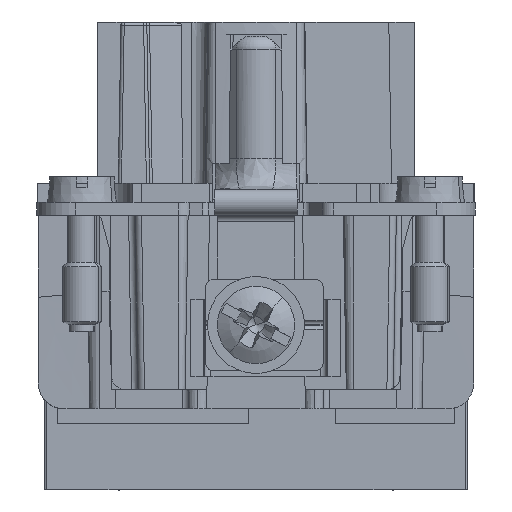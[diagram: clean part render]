
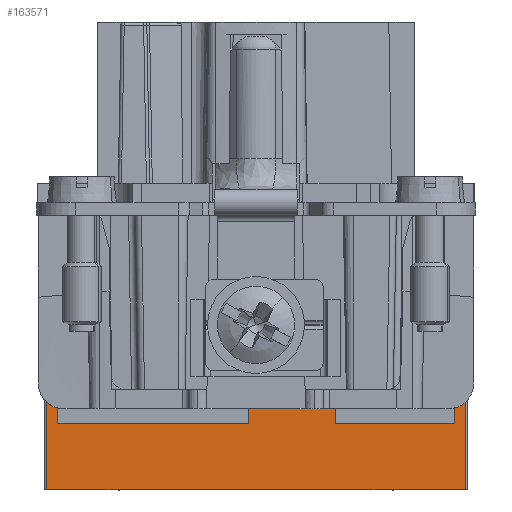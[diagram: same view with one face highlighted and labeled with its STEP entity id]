
A CAD part, front view. The second image highlights one B-rep face of the part: STEP entity #163571.
In plain terms, the highlighted planar face has unit normal (0, -1, 0).
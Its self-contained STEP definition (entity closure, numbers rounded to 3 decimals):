
#163486=AXIS2_PLACEMENT_3D('Plane Axis2P3D',#163483,#163484,#163485) ;
#162467=CARTESIAN_POINT('Vertex',(33.232,15.35,0.)) ;
#162470=CARTESIAN_POINT('Line Origine',(24.791,15.35,0.)) ;
#162474=CARTESIAN_POINT('Vertex',(16.35,15.35,0.)) ;
#162477=CARTESIAN_POINT('Line Origine',(8.559,15.35,0.)) ;
#162481=CARTESIAN_POINT('Vertex',(0.768,15.35,0.)) ;
#163468=CARTESIAN_POINT('Vertex',(33.232,15.35,16.6)) ;
#163471=CARTESIAN_POINT('Line Origine',(33.232,15.35,8.3)) ;
#163483=CARTESIAN_POINT('Axis2P3D Location',(19.7,15.35,17.4)) ;
#163488=CARTESIAN_POINT('Line Origine',(9.009,15.35,5.16)) ;
#163492=CARTESIAN_POINT('Vertex',(1.568,15.35,5.16)) ;
#163494=CARTESIAN_POINT('Vertex',(16.45,15.35,5.16)) ;
#163497=CARTESIAN_POINT('Line Origine',(1.568,15.35,10.88)) ;
#163501=CARTESIAN_POINT('Vertex',(1.568,15.35,16.6)) ;
#163504=CARTESIAN_POINT('Line Origine',(1.168,15.35,16.6)) ;
#163508=CARTESIAN_POINT('Vertex',(0.768,15.35,16.6)) ;
#163511=CARTESIAN_POINT('Line Origine',(0.768,15.35,8.3)) ;
#163516=CARTESIAN_POINT('Line Origine',(32.832,15.35,16.6)) ;
#163520=CARTESIAN_POINT('Vertex',(32.432,15.35,16.6)) ;
#163523=CARTESIAN_POINT('Line Origine',(32.432,15.35,10.88)) ;
#163527=CARTESIAN_POINT('Vertex',(32.432,15.35,5.16)) ;
#163530=CARTESIAN_POINT('Line Origine',(27.791,15.35,5.16)) ;
#163534=CARTESIAN_POINT('Vertex',(23.15,15.35,5.16)) ;
#163537=CARTESIAN_POINT('Line Origine',(23.15,15.35,6.23)) ;
#163541=CARTESIAN_POINT('Vertex',(23.15,15.35,7.3)) ;
#163544=CARTESIAN_POINT('Line Origine',(19.8,15.35,7.3)) ;
#163548=CARTESIAN_POINT('Vertex',(16.45,15.35,7.3)) ;
#163551=CARTESIAN_POINT('Line Origine',(16.45,15.35,6.23)) ;
#162471=DIRECTION('Vector Direction',(-1.,0.,0.)) ;
#162478=DIRECTION('Vector Direction',(1.,0.,0.)) ;
#163472=DIRECTION('Vector Direction',(0.,0.,-1.)) ;
#163484=DIRECTION('Axis2P3D Direction',(0.,-1.,0.)) ;
#163485=DIRECTION('Axis2P3D XDirection',(-1.,0.,0.)) ;
#163489=DIRECTION('Vector Direction',(1.,0.,0.)) ;
#163498=DIRECTION('Vector Direction',(0.,0.,1.)) ;
#163505=DIRECTION('Vector Direction',(1.,0.,0.)) ;
#163512=DIRECTION('Vector Direction',(0.,0.,-1.)) ;
#163517=DIRECTION('Vector Direction',(-1.,0.,0.)) ;
#163524=DIRECTION('Vector Direction',(0.,0.,1.)) ;
#163531=DIRECTION('Vector Direction',(1.,0.,0.)) ;
#163538=DIRECTION('Vector Direction',(0.,0.,1.)) ;
#163545=DIRECTION('Vector Direction',(-1.,0.,0.)) ;
#163552=DIRECTION('Vector Direction',(0.,0.,-1.)) ;
#162472=VECTOR('Line Direction',#162471,1.) ;
#162479=VECTOR('Line Direction',#162478,1.) ;
#163473=VECTOR('Line Direction',#163472,1.) ;
#163490=VECTOR('Line Direction',#163489,1.) ;
#163499=VECTOR('Line Direction',#163498,1.) ;
#163506=VECTOR('Line Direction',#163505,1.) ;
#163513=VECTOR('Line Direction',#163512,1.) ;
#163518=VECTOR('Line Direction',#163517,1.) ;
#163525=VECTOR('Line Direction',#163524,1.) ;
#163532=VECTOR('Line Direction',#163531,1.) ;
#163539=VECTOR('Line Direction',#163538,1.) ;
#163546=VECTOR('Line Direction',#163545,1.) ;
#163553=VECTOR('Line Direction',#163552,1.) ;
#163557=ORIENTED_EDGE('',*,*,#163496,.F.) ;
#163558=ORIENTED_EDGE('',*,*,#163503,.T.) ;
#163559=ORIENTED_EDGE('',*,*,#163510,.T.) ;
#163560=ORIENTED_EDGE('',*,*,#163515,.T.) ;
#163561=ORIENTED_EDGE('',*,*,#162483,.T.) ;
#163562=ORIENTED_EDGE('',*,*,#162476,.F.) ;
#163563=ORIENTED_EDGE('',*,*,#163475,.T.) ;
#163564=ORIENTED_EDGE('',*,*,#163522,.T.) ;
#163565=ORIENTED_EDGE('',*,*,#163529,.T.) ;
#163566=ORIENTED_EDGE('',*,*,#163536,.T.) ;
#163567=ORIENTED_EDGE('',*,*,#163543,.T.) ;
#163568=ORIENTED_EDGE('',*,*,#163550,.T.) ;
#163569=ORIENTED_EDGE('',*,*,#163555,.F.) ;
#163571=ADVANCED_FACE('Hauptkoerper',(#163570),#163487,.T.) ;
#162476=EDGE_CURVE('',#162468,#162475,#162473,.T.) ;
#162483=EDGE_CURVE('',#162482,#162475,#162480,.T.) ;
#163475=EDGE_CURVE('',#162468,#163469,#163474,.F.) ;
#163496=EDGE_CURVE('',#163493,#163495,#163491,.T.) ;
#163503=EDGE_CURVE('',#163493,#163502,#163500,.T.) ;
#163510=EDGE_CURVE('',#163502,#163509,#163507,.F.) ;
#163515=EDGE_CURVE('',#163509,#162482,#163514,.T.) ;
#163522=EDGE_CURVE('',#163469,#163521,#163519,.T.) ;
#163529=EDGE_CURVE('',#163521,#163528,#163526,.F.) ;
#163536=EDGE_CURVE('',#163528,#163535,#163533,.F.) ;
#163543=EDGE_CURVE('',#163535,#163542,#163540,.T.) ;
#163550=EDGE_CURVE('',#163542,#163549,#163547,.T.) ;
#163555=EDGE_CURVE('',#163495,#163549,#163554,.F.) ;
#163556=EDGE_LOOP('',(#163557,#163558,#163559,#163560,#163561,#163562,#163563,#163564,#163565,#163566,#163567,#163568,#163569)) ;
#163570=FACE_OUTER_BOUND('',#163556,.T.) ;
#162473=LINE('Line',#162470,#162472) ;
#162480=LINE('Line',#162477,#162479) ;
#163474=LINE('Line',#163471,#163473) ;
#163491=LINE('Line',#163488,#163490) ;
#163500=LINE('Line',#163497,#163499) ;
#163507=LINE('Line',#163504,#163506) ;
#163514=LINE('Line',#163511,#163513) ;
#163519=LINE('Line',#163516,#163518) ;
#163526=LINE('Line',#163523,#163525) ;
#163533=LINE('Line',#163530,#163532) ;
#163540=LINE('Line',#163537,#163539) ;
#163547=LINE('Line',#163544,#163546) ;
#163554=LINE('Line',#163551,#163553) ;
#163487=PLANE('',#163486) ;
#162468=VERTEX_POINT('',#162467) ;
#162475=VERTEX_POINT('',#162474) ;
#162482=VERTEX_POINT('',#162481) ;
#163469=VERTEX_POINT('',#163468) ;
#163493=VERTEX_POINT('',#163492) ;
#163495=VERTEX_POINT('',#163494) ;
#163502=VERTEX_POINT('',#163501) ;
#163509=VERTEX_POINT('',#163508) ;
#163521=VERTEX_POINT('',#163520) ;
#163528=VERTEX_POINT('',#163527) ;
#163535=VERTEX_POINT('',#163534) ;
#163542=VERTEX_POINT('',#163541) ;
#163549=VERTEX_POINT('',#163548) ;
